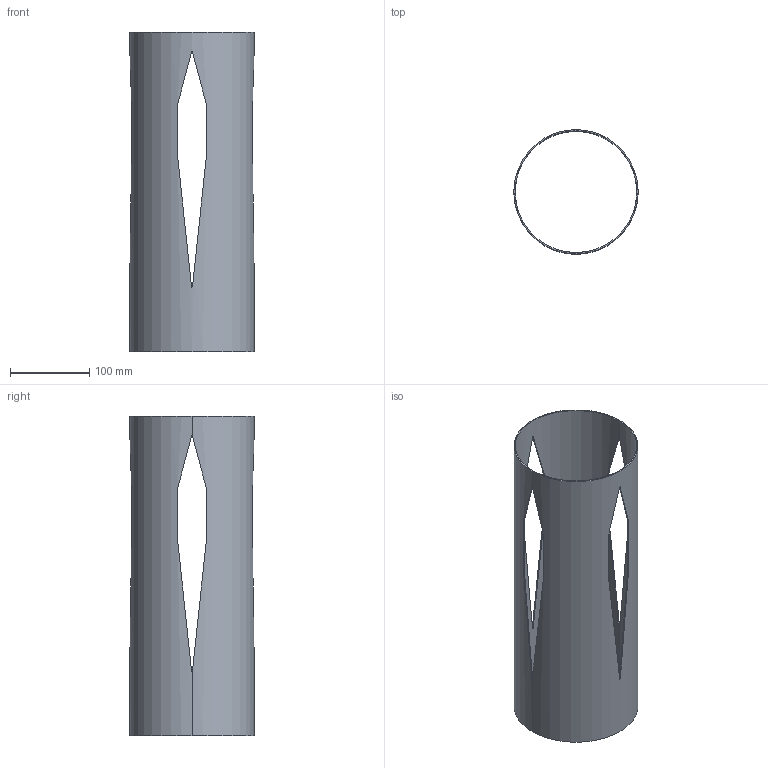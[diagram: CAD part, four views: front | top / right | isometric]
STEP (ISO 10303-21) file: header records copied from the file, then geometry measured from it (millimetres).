
FILE_DESCRIPTION (( 'STEP AP203' ), '1' );
FILE_NAME ('finCan_withHoles.STEP', '2024-12-04T22:37:41', ( '' ), ( '' ), 'SwSTEP 2.0', 'SolidWorks 2024', '' );
FILE_SCHEMA (( 'CONFIG_CONTROL_DESIGN' ));
Length unit declared in the file: inch
Products named in the file (1): finCan_withHoles
Bounding box: 157.23 x 157.23 x 403.86 mm (x, y, z)
Volume: 259991.6 mm3; surface area: 346412.2 mm2
Topology: 1 solids, 1 shells, 54 faces, 168 edges, 112 vertices
Faces by surface type: plane 42, cylinder 12
Entity records: 2043 total; most frequent: CARTESIAN_POINT 679, ORIENTED_EDGE 336, DIRECTION 198, EDGE_CURVE 168, VERTEX_POINT 112, LINE 72, VECTOR 72, AXIS2_PLACEMENT_3D 63
